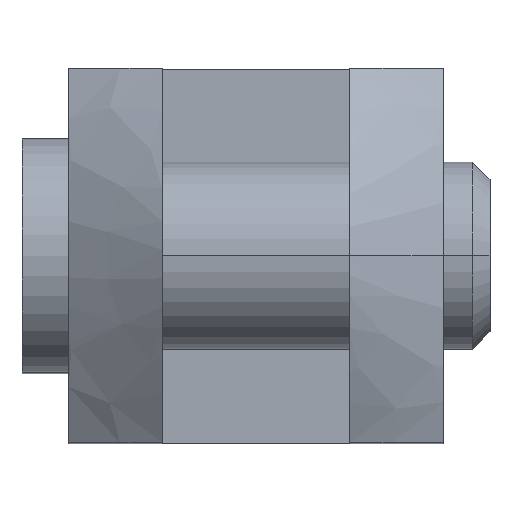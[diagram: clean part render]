
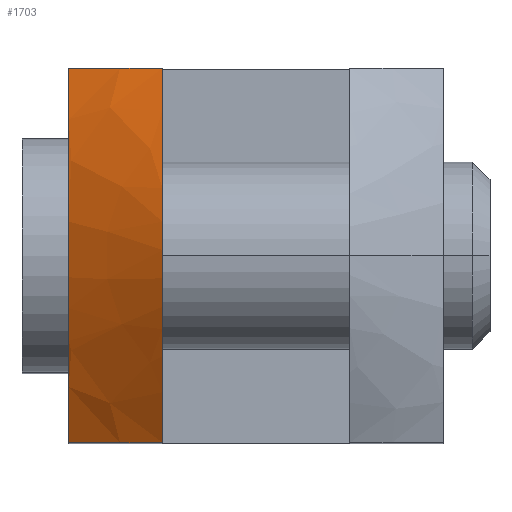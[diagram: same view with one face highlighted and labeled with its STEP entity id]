
A CAD part, top view. The second image highlights one B-rep face of the part: STEP entity #1703.
In plain terms, the highlighted conical face has half-angle 60 degrees and reference radius 866.025 mm.
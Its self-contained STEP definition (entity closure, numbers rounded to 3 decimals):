
#59 = VERTEX_POINT ( 'NONE', #1203 ) ;
#92 = DIRECTION ( 'NONE',  ( 0., 0., -1. ) ) ;
#99 = CARTESIAN_POINT ( 'NONE',  ( -8., 16., 59.291 ) ) ;
#136 = CARTESIAN_POINT ( 'NONE',  ( -8., 11.845, 61.436 ) ) ;
#195 = CARTESIAN_POINT ( 'NONE',  ( -16., -16., 56.555 ) ) ;
#232 = ORIENTED_EDGE ( 'NONE', *, *, #541, .F. ) ;
#275 = EDGE_CURVE ( 'NONE', #424, #1099, #1159, .T. ) ;
#277 = CARTESIAN_POINT ( 'NONE',  ( -8., 2.48, 65.486 ) ) ;
#281 = ORIENTED_EDGE ( 'NONE', *, *, #608, .F. ) ;
#285 = CARTESIAN_POINT ( 'NONE',  ( -8., 16., 59.291 ) ) ;
#343 =( BOUNDED_CURVE ( )  B_SPLINE_CURVE ( 2, ( #1328, #894, #1446 ),
 .UNSPECIFIED., .F., .T. ) 
 B_SPLINE_CURVE_WITH_KNOTS ( ( 3, 3 ),
 ( 15.331, 17.817 ),
 .UNSPECIFIED. ) 
 CURVE ( )  GEOMETRIC_REPRESENTATION_ITEM ( )  RATIONAL_B_SPLINE_CURVE ( ( 3.686, 3.522, 3.234 ) ) 
 REPRESENTATION_ITEM ( '' )  );
#407 = CARTESIAN_POINT ( 'NONE',  ( -11.532, 16., 58.379 ) ) ;
#424 = VERTEX_POINT ( 'NONE', #1574 ) ;
#476 = AXIS2_PLACEMENT_3D ( 'NONE', #929, #92, #1370 ) ;
#478 = CARTESIAN_POINT ( 'NONE',  ( -16., 0., 63.087 ) ) ;
#541 = EDGE_CURVE ( 'NONE', #1099, #1122, #343, .T. ) ;
#608 = EDGE_CURVE ( 'NONE', #1122, #59, #1546, .T. ) ;
#894 = CARTESIAN_POINT ( 'NONE',  ( -11.532, -16., 58.379 ) ) ;
#929 = CARTESIAN_POINT ( 'NONE',  ( 0., 0., -430.381 ) ) ;
#1099 = VERTEX_POINT ( 'NONE', #1477 ) ;
#1118 = CARTESIAN_POINT ( 'NONE',  ( -8., -6.389, 64.243 ) ) ;
#1122 = VERTEX_POINT ( 'NONE', #1215 ) ;
#1159 =( BOUNDED_CURVE ( )  B_SPLINE_CURVE ( 2, ( #285, #136, #277, #1118, #1246, #1384 ),
 .UNSPECIFIED., .F., .T. ) 
 B_SPLINE_CURVE_WITH_KNOTS ( ( 3, 1, 1, 1, 3 ),
 ( 3.646, 5.66, 12.552, 18.458, 18.496 ),
 .UNSPECIFIED. ) 
 CURVE ( )  GEOMETRIC_REPRESENTATION_ITEM ( )  RATIONAL_B_SPLINE_CURVE ( ( 4.097, 4.784, 6.997, 6.127, 4.11, 4.097 ) ) 
 REPRESENTATION_ITEM ( '' )  );
#1203 = CARTESIAN_POINT ( 'NONE',  ( -16., 16., 56.555 ) ) ;
#1205 = CONICAL_SURFACE ( 'NONE', #476, 866.025, 1.047 ) ;
#1215 = CARTESIAN_POINT ( 'NONE',  ( -16., -16., 56.555 ) ) ;
#1245 = CARTESIAN_POINT ( 'NONE',  ( -16., 16., 56.555 ) ) ;
#1246 = CARTESIAN_POINT ( 'NONE',  ( -8., -15.907, 59.339 ) ) ;
#1267 = EDGE_CURVE ( 'NONE', #59, #424, #1677, .T. ) ;
#1328 = CARTESIAN_POINT ( 'NONE',  ( -8., -16., 59.291 ) ) ;
#1370 = DIRECTION ( 'NONE',  ( 1., 0., 0. ) ) ;
#1384 = CARTESIAN_POINT ( 'NONE',  ( -8., -16., 59.291 ) ) ;
#1446 = CARTESIAN_POINT ( 'NONE',  ( -16., -16., 56.555 ) ) ;
#1469 = CARTESIAN_POINT ( 'NONE',  ( -16., 16., 56.555 ) ) ;
#1477 = CARTESIAN_POINT ( 'NONE',  ( -8., -16., 59.291 ) ) ;
#1519 = ORIENTED_EDGE ( 'NONE', *, *, #1267, .F. ) ;
#1546 =( BOUNDED_CURVE ( )  B_SPLINE_CURVE ( 2, ( #195, #478, #1469 ),
 .UNSPECIFIED., .F., .T. ) 
 B_SPLINE_CURVE_WITH_KNOTS ( ( 3, 3 ),
 ( -17.817, -6.256 ),
 .UNSPECIFIED. ) 
 CURVE ( )  GEOMETRIC_REPRESENTATION_ITEM ( )  RATIONAL_B_SPLINE_CURVE ( ( 3.234, 4.574, 3.234 ) ) 
 REPRESENTATION_ITEM ( '' )  );
#1559 = FACE_OUTER_BOUND ( 'NONE', #1820, .T. ) ;
#1574 = CARTESIAN_POINT ( 'NONE',  ( -8., 16., 59.291 ) ) ;
#1677 =( BOUNDED_CURVE ( )  B_SPLINE_CURVE ( 2, ( #1245, #407, #99 ),
 .UNSPECIFIED., .F., .F. ) 
 B_SPLINE_CURVE_WITH_KNOTS ( ( 3, 3 ),
 ( 6.256, 8.742 ),
 .UNSPECIFIED. ) 
 CURVE ( )  GEOMETRIC_REPRESENTATION_ITEM ( )  RATIONAL_B_SPLINE_CURVE ( ( 3.234, 3.522, 3.686 ) ) 
 REPRESENTATION_ITEM ( '' )  );
#1680 = ORIENTED_EDGE ( 'NONE', *, *, #275, .F. ) ;
#1703 = ADVANCED_FACE ( 'NONE', ( #1559 ), #1205, .T. ) ;
#1820 = EDGE_LOOP ( 'NONE', ( #232, #1680, #1519, #281 ) ) ;
